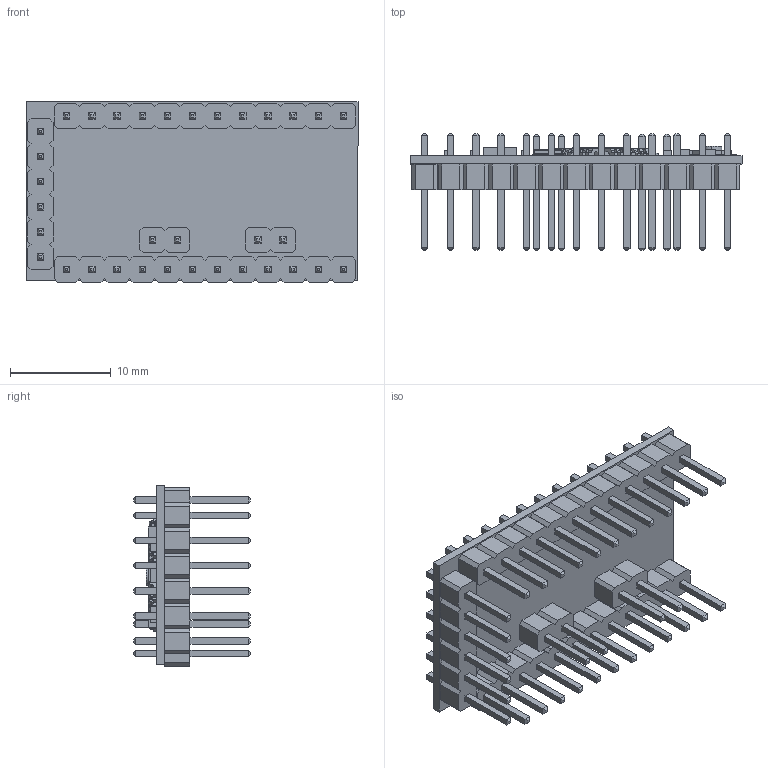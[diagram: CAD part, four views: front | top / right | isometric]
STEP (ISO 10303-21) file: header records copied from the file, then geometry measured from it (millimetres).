
FILE_DESCRIPTION (( 'STEP AP214' ), '1' );
FILE_NAME ('Arduino_pro_mini_(step_ap214).STEP', '2013-09-09T20:36:25', ( '' ), ( '' ), 'SwSTEP 2.0', 'SolidWorks 2013', '' );
FILE_SCHEMA (( 'AUTOMOTIVE_DESIGN' ));
Length unit declared in the file: millimetre
Products named in the file (9): 2x1_pin_body_Predeterminado; 6x1_male_header_pin; 6x1_pin_body_Predeterminado; 12x1_male_header_pin; 12x1_pin_body_Predeterminado; pin_Predeterminado; Main; Arduino_pro_mini_(step_ap214); 2x1_male_header_pin
Assembly tree (29 placements, depth 3):
  Arduino_pro_mini_(step_ap214)
    Main
    12x1_male_header_pin  x2
      pin_Predeterminado
      12x1_pin_body_Predeterminado
    6x1_male_header_pin
      pin_Predeterminado  x6
      6x1_pin_body_Predeterminado
    2x1_male_header_pin  x2
      pin_Predeterminado
      2x1_pin_body_Predeterminado
Bounding box: 33 x 11.54 x 17.95 mm (x, y, z)
Volume: 1195.7 mm3; surface area: 3548 mm2
Topology: 40 solids, 40 shells, 1285 faces, 3268 edges, 2072 vertices
Faces by surface type: plane 1159, cylinder 114, sphere 8, torus 4
Entity records: 26806 total; most frequent: CARTESIAN_POINT 3870, ORIENTED_EDGE 3808, DIRECTION 3560, EDGE_CURVE 1904, VECTOR 1668, LINE 1668, VERTEX_POINT 1256, AXIS2_PLACEMENT_3D 946
